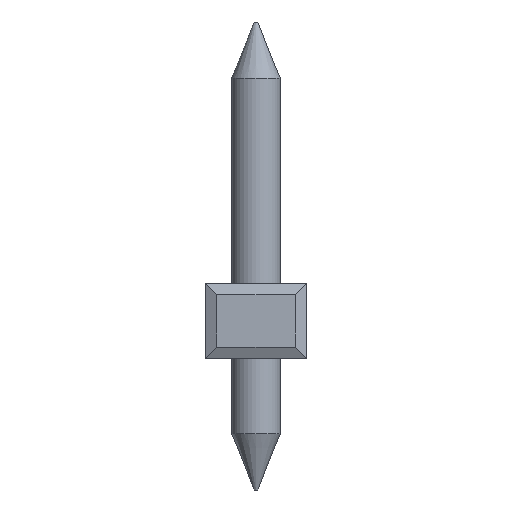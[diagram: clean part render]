
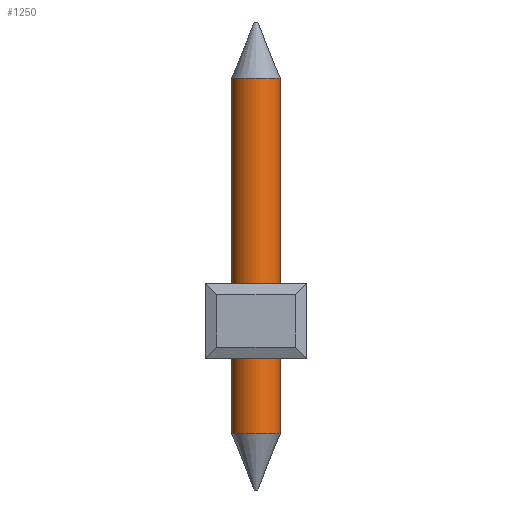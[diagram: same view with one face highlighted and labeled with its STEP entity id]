
A CAD part, left-side view. The second image highlights one B-rep face of the part: STEP entity #1250.
In plain terms, the highlighted cylindrical face has radius 0.65 mm (diameter 1.3 mm), a full revolution.
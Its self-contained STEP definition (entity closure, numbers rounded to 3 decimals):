
#1250 = ADVANCED_FACE( '', ( #2644, #2645 ), #2646, .T. );
#2644 = FACE_OUTER_BOUND( '', #4266, .T. );
#2645 = FACE_OUTER_BOUND( '', #4267, .T. );
#2646 = CYLINDRICAL_SURFACE( '', #4268, 0.65 );
#4266 = EDGE_LOOP( '', ( #7148 ) );
#4267 = EDGE_LOOP( '', ( #7149 ) );
#4268 = AXIS2_PLACEMENT_3D( '', #7150, #7151, #7152 );
#7148 = ORIENTED_EDGE( '', *, *, #10012, .T. );
#7149 = ORIENTED_EDGE( '', *, *, #9931, .T. );
#7150 = CARTESIAN_POINT( '', ( 0., 0., 6.225 ) );
#7151 = DIRECTION( '', ( 0., 0., 1. ) );
#7152 = DIRECTION( '', ( -1., 0., 0. ) );
#9931 = EDGE_CURVE( '', #11893, #11893, #11894, .T. );
#10012 = EDGE_CURVE( '', #12025, #12025, #12026, .F. );
#11893 = VERTEX_POINT( '', #14595 );
#11894 = CIRCLE( '', #14596, 0.65 );
#12025 = VERTEX_POINT( '', #14786 );
#12026 = CIRCLE( '', #14787, 0.65 );
#14595 = CARTESIAN_POINT( '', ( -0.65, 0., 4.725 ) );
#14596 = AXIS2_PLACEMENT_3D( '', #17660, #17661, #17662 );
#14786 = CARTESIAN_POINT( '', ( -0.65, 0., -4.725 ) );
#14787 = AXIS2_PLACEMENT_3D( '', #17731, #17732, #17733 );
#17660 = CARTESIAN_POINT( '', ( 0., 0., 4.725 ) );
#17661 = DIRECTION( '', ( 0., 0., -1. ) );
#17662 = DIRECTION( '', ( -1., 0., 0. ) );
#17731 = CARTESIAN_POINT( '', ( 0., 0., -4.725 ) );
#17732 = DIRECTION( '', ( 0., 0., -1. ) );
#17733 = DIRECTION( '', ( -1., 0., 0. ) );
